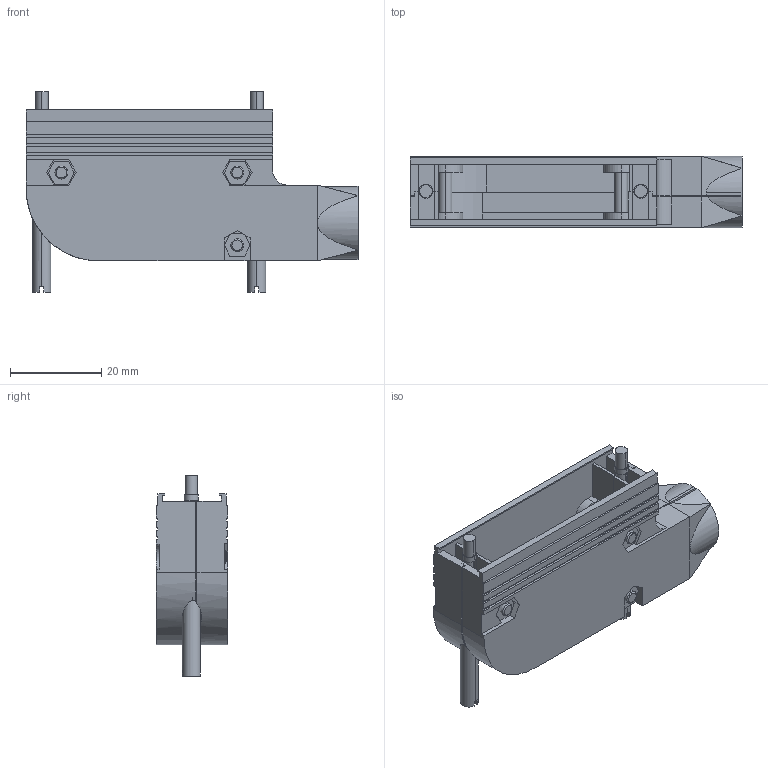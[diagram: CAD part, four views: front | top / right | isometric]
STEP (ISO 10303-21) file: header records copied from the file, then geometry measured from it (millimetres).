
FILE_DESCRIPTION (( 'STEP AP203' ), '1' );
FILE_NAME ('SDRA25AG.STEP', '2020-10-16T07:46:42', ( '' ), ( '' ), 'SwSTEP 2.0', 'SolidWorks 2018', '' );
FILE_SCHEMA (( 'CONFIG_CONTROL_DESIGN' ));
Length unit declared in the file: inch
Products named in the file (1): SDRA25AG
Bounding box: 72.66 x 15.7 x 43.94 mm (x, y, z)
Volume: 10807.5 mm3; surface area: 16634.9 mm2
Topology: 11 solids, 11 shells, 476 faces, 1291 edges, 848 vertices
Faces by surface type: plane 309, cylinder 147, torus 14, cone 6
Entity records: 15575 total; most frequent: CARTESIAN_POINT 3323, ORIENTED_EDGE 2582, DIRECTION 2494, EDGE_CURVE 1291, LINE 880, VECTOR 880, VERTEX_POINT 848, AXIS2_PLACEMENT_3D 807
